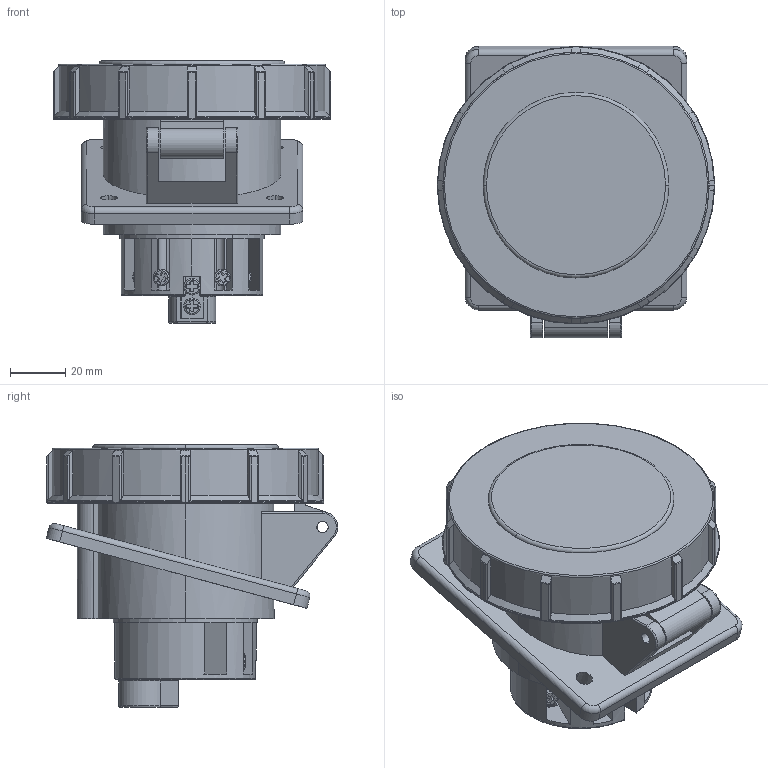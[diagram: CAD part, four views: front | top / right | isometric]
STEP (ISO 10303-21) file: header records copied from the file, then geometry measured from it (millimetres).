
FILE_DESCRIPTION (( 'STEP AP203' ), '1' );
FILE_NAME ('Ðîçåòêà ñòàöèîíàðíàÿ âíóòðåííÿÿ óãëîâàÿ ps-4252-32-380.STEP', '2018-09-04T07:10:56', ( '' ), ( '' ), 'SwSTEP 2.0', 'SolidWorks 2017', '' );
FILE_SCHEMA (( 'CONFIG_CONTROL_DESIGN' ));
Length unit declared in the file: millimetre
Products named in the file (4): 扻豵鵨 4252; Ðîçåòêà ñòàöèîíàðíàÿ âíóòðåííÿÿ óãëîâàÿ ps-4252-32-380; Êîëîäêà 3252,4252; Êðûøêà 3242,3252,4242,4252
Assembly tree (3 placements, depth 2):
  Ðîçåòêà ñòàöèîíàðíàÿ âíóòðåííÿÿ óãëîâàÿ ps-4252-32-380
    扻豵鵨 4252
    Êðûøêà 3242,3252,4242,4252
    Êîëîäêà 3252,4252
Bounding box: 100 x 105.18 x 94.7 mm (x, y, z)
Volume: 274139.6 mm3; surface area: 90804.2 mm2
Topology: 10 solids, 10 shells, 450 faces, 1150 edges, 740 vertices
Faces by surface type: plane 200, cylinder 142, torus 73, cone 35
Entity records: 14298 total; most frequent: CARTESIAN_POINT 2985, ORIENTED_EDGE 2300, DIRECTION 2261, EDGE_CURVE 1150, AXIS2_PLACEMENT_3D 838, VERTEX_POINT 740, LINE 585, VECTOR 585
